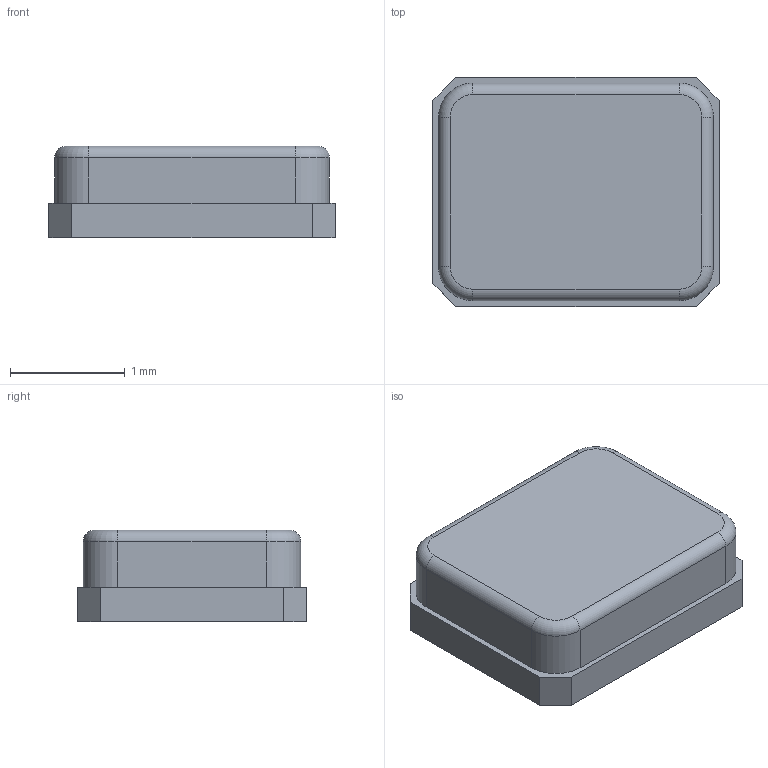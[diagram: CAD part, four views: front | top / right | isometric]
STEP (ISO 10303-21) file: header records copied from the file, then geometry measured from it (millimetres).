
FILE_DESCRIPTION(('CATIA V5 STEP Exchange'),'2;1');
FILE_NAME('XRCHA.stp','2018-05-30T02:45:09+00:00',('none'),('none'),'CATIA Version 5-6 Release 2017','CATIA V5 STEP AP203','none');
FILE_SCHEMA(('CONFIG_CONTROL_DESIGN'));
Length unit declared in the file: millimetre
Products named in the file (1): XRCHA
Bounding box: 2.5 x 2 x 0.8 mm (x, y, z)
Volume: 3.7 mm3; surface area: 16.1 mm2
Topology: 1 solids, 1 shells, 27 faces, 64 edges, 40 vertices
Faces by surface type: plane 15, cylinder 8, torus 4
Entity records: 795 total; most frequent: CARTESIAN_POINT 132, ORIENTED_EDGE 128, DIRECTION 118, EDGE_CURVE 64, AXIS2_PLACEMENT_3D 48, VECTOR 44, LINE 44, VERTEX_POINT 40
